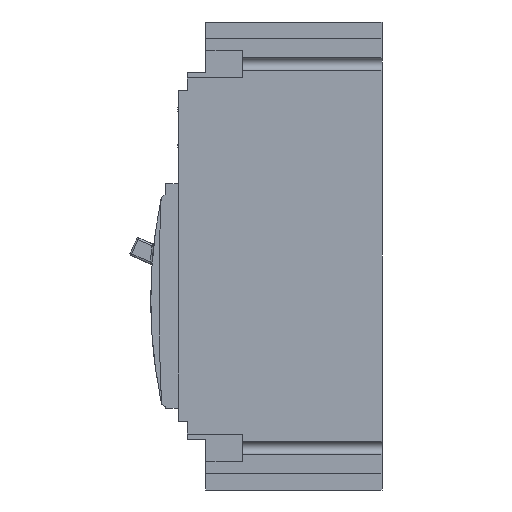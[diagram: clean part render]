
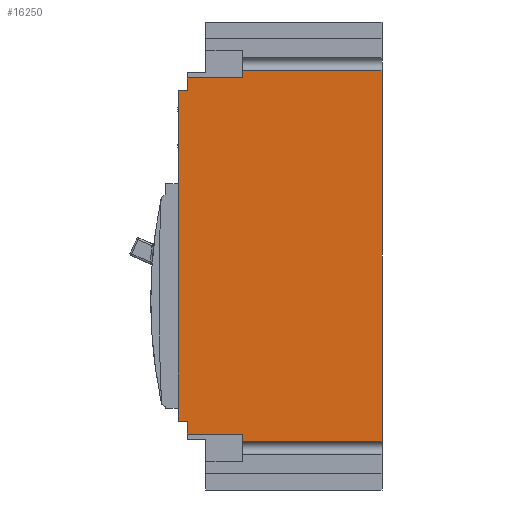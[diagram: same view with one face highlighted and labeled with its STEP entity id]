
A CAD part, left-side view. The second image highlights one B-rep face of the part: STEP entity #16250.
In plain terms, the highlighted planar face has unit normal (-1, 0, 0).
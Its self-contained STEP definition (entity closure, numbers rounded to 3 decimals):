
#328=DIRECTION('',(0.,0.,1.));
#329=VECTOR('',#328,202.);
#330=CARTESIAN_POINT('',(-70.,0.,-101.));
#331=LINE('',#330,#329);
#466=DIRECTION('',(0.,1.,0.));
#467=VECTOR('',#466,76.);
#468=CARTESIAN_POINT('',(-70.,0.,101.));
#469=LINE('',#468,#467);
#480=DIRECTION('',(0.,0.,-1.));
#481=VECTOR('',#480,4.);
#482=CARTESIAN_POINT('',(-70.,76.,101.));
#483=LINE('',#482,#481);
#488=DIRECTION('',(0.,1.,0.));
#489=VECTOR('',#488,0.2);
#490=CARTESIAN_POINT('',(-70.,110.8,50.2));
#491=LINE('',#490,#489);
#492=DIRECTION('',(0.,0.,1.));
#493=VECTOR('',#492,39.8);
#494=CARTESIAN_POINT('',(-70.,111.,50.2));
#495=LINE('',#494,#493);
#496=DIRECTION('',(0.,0.,1.));
#497=VECTOR('',#496,7.);
#498=CARTESIAN_POINT('',(-70.,106.,90.));
#499=LINE('',#498,#497);
#500=DIRECTION('',(0.,0.,1.));
#501=VECTOR('',#500,4.);
#502=CARTESIAN_POINT('',(-70.,76.,-101.));
#503=LINE('',#502,#501);
#504=DIRECTION('',(0.,1.,0.));
#505=VECTOR('',#504,30.);
#506=CARTESIAN_POINT('',(-70.,76.,-97.));
#507=LINE('',#506,#505);
#508=DIRECTION('',(0.,0.,1.));
#509=VECTOR('',#508,7.);
#510=CARTESIAN_POINT('',(-70.,106.,-97.));
#511=LINE('',#510,#509);
#512=DIRECTION('',(0.,1.,0.));
#513=VECTOR('',#512,5.);
#514=CARTESIAN_POINT('',(-70.,106.,-90.));
#515=LINE('',#514,#513);
#516=DIRECTION('',(0.,0.,1.));
#517=VECTOR('',#516,140.);
#518=CARTESIAN_POINT('',(-70.,111.,-90.));
#519=LINE('',#518,#517);
#520=DIRECTION('',(0.,0.,-1.));
#521=VECTOR('',#520,0.2);
#522=CARTESIAN_POINT('',(-70.,110.8,50.2));
#523=LINE('',#522,#521);
#540=DIRECTION('',(0.,1.,0.));
#541=VECTOR('',#540,0.2);
#542=CARTESIAN_POINT('',(-70.,110.8,50.));
#543=LINE('',#542,#541);
#6547=DIRECTION('',(0.,1.,0.));
#6548=VECTOR('',#6547,5.);
#6549=CARTESIAN_POINT('',(-70.,106.,90.));
#6550=LINE('',#6549,#6548);
#7413=DIRECTION('',(0.,1.,0.));
#7414=VECTOR('',#7413,30.);
#7415=CARTESIAN_POINT('',(-70.,76.,97.));
#7416=LINE('',#7415,#7414);
#9894=DIRECTION('',(0.,-1.,0.));
#9895=VECTOR('',#9894,76.);
#9896=CARTESIAN_POINT('',(-70.,76.,-101.));
#9897=LINE('',#9896,#9895);
#13178=CARTESIAN_POINT('',(-70.,111.,-90.));
#13179=CARTESIAN_POINT('',(-70.,111.,50.));
#13180=VERTEX_POINT('',#13178);
#13181=VERTEX_POINT('',#13179);
#13186=CARTESIAN_POINT('',(-70.,111.,50.2));
#13188=VERTEX_POINT('',#13186);
#13192=CARTESIAN_POINT('',(-70.,111.,90.));
#13193=VERTEX_POINT('',#13192);
#13250=CARTESIAN_POINT('',(-70.,106.,90.));
#13251=VERTEX_POINT('',#13250);
#13288=CARTESIAN_POINT('',(-70.,110.8,50.2));
#13289=CARTESIAN_POINT('',(-70.,110.8,50.));
#13290=VERTEX_POINT('',#13288);
#13291=VERTEX_POINT('',#13289);
#13314=CARTESIAN_POINT('',(-70.,106.,97.));
#13315=VERTEX_POINT('',#13314);
#13316=CARTESIAN_POINT('',(-70.,76.,97.));
#13317=VERTEX_POINT('',#13316);
#13318=CARTESIAN_POINT('',(-70.,76.,101.));
#13319=VERTEX_POINT('',#13318);
#13320=CARTESIAN_POINT('',(-70.,0.,101.));
#13321=VERTEX_POINT('',#13320);
#13322=CARTESIAN_POINT('',(-70.,0.,-101.));
#13323=VERTEX_POINT('',#13322);
#13324=CARTESIAN_POINT('',(-70.,76.,-101.));
#13325=VERTEX_POINT('',#13324);
#13326=CARTESIAN_POINT('',(-70.,76.,-97.));
#13327=VERTEX_POINT('',#13326);
#13328=CARTESIAN_POINT('',(-70.,106.,-97.));
#13329=VERTEX_POINT('',#13328);
#13330=CARTESIAN_POINT('',(-70.,106.,-90.));
#13331=VERTEX_POINT('',#13330);
#16215=CARTESIAN_POINT('',(-70.,0.,-127.5));
#16216=DIRECTION('',(-1.,0.,0.));
#16217=DIRECTION('',(0.,0.,1.));
#16218=AXIS2_PLACEMENT_3D('',#16215,#16216,#16217);
#16219=PLANE('',#16218);
#16221=ORIENTED_EDGE('',*,*,#16220,.F.);
#16223=ORIENTED_EDGE('',*,*,#16222,.T.);
#16225=ORIENTED_EDGE('',*,*,#16224,.T.);
#16227=ORIENTED_EDGE('',*,*,#16226,.F.);
#16229=ORIENTED_EDGE('',*,*,#16228,.T.);
#16231=ORIENTED_EDGE('',*,*,#16230,.F.);
#16232=ORIENTED_EDGE('',*,*,#16199,.F.);
#16233=ORIENTED_EDGE('',*,*,#16187,.F.);
#16234=ORIENTED_EDGE('',*,*,#16007,.F.);
#16236=ORIENTED_EDGE('',*,*,#16235,.F.);
#16238=ORIENTED_EDGE('',*,*,#16237,.T.);
#16240=ORIENTED_EDGE('',*,*,#16239,.T.);
#16241=ORIENTED_EDGE('',*,*,#15734,.T.);
#16243=ORIENTED_EDGE('',*,*,#16242,.T.);
#16245=ORIENTED_EDGE('',*,*,#16244,.T.);
#16247=ORIENTED_EDGE('',*,*,#16246,.F.);
#16248=EDGE_LOOP('',(#16221,#16223,#16225,#16227,#16229,#16231,#16232,#16233,
#16234,#16236,#16238,#16240,#16241,#16243,#16245,#16247));
#16249=FACE_OUTER_BOUND('',#16248,.F.);
#16250=ADVANCED_FACE('',(#16249),#16219,.T.);
#15734=EDGE_CURVE('',#13329,#13331,#511,.T.);
#16007=EDGE_CURVE('',#13323,#13321,#331,.T.);
#16187=EDGE_CURVE('',#13321,#13319,#469,.T.);
#16199=EDGE_CURVE('',#13319,#13317,#483,.T.);
#16220=EDGE_CURVE('',#13290,#13291,#523,.T.);
#16222=EDGE_CURVE('',#13290,#13188,#491,.T.);
#16224=EDGE_CURVE('',#13188,#13193,#495,.T.);
#16226=EDGE_CURVE('',#13251,#13193,#6550,.T.);
#16228=EDGE_CURVE('',#13251,#13315,#499,.T.);
#16230=EDGE_CURVE('',#13317,#13315,#7416,.T.);
#16235=EDGE_CURVE('',#13325,#13323,#9897,.T.);
#16237=EDGE_CURVE('',#13325,#13327,#503,.T.);
#16239=EDGE_CURVE('',#13327,#13329,#507,.T.);
#16242=EDGE_CURVE('',#13331,#13180,#515,.T.);
#16244=EDGE_CURVE('',#13180,#13181,#519,.T.);
#16246=EDGE_CURVE('',#13291,#13181,#543,.T.);
